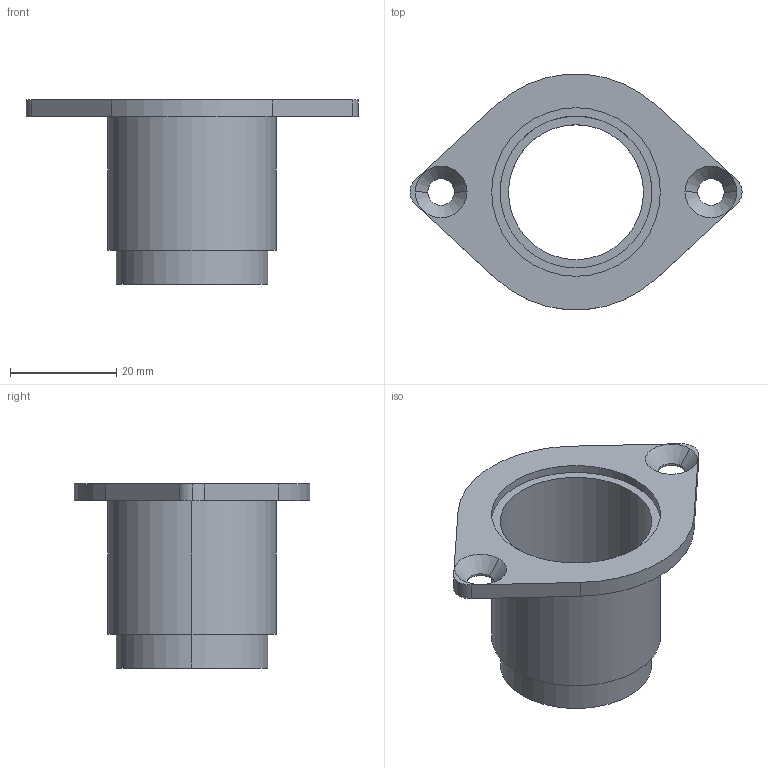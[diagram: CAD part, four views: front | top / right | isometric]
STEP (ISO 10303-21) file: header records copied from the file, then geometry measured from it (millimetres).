
FILE_DESCRIPTION (( 'STEP AP214' ), '1' );
FILE_NAME ('WCP-0595 Rev2.STEP', '2022-12-21T01:16:33', ( '' ), ( '' ), 'SwSTEP 2.0', 'SolidWorks 2020', '' );
FILE_SCHEMA (( 'AUTOMOTIVE_DESIGN' ));
Length unit declared in the file: inch
Products named in the file (1): WCP-0595 Rev2
Bounding box: 62.48 x 44.3 x 34.67 mm (x, y, z)
Volume: 8625.2 mm3; surface area: 9168.4 mm2
Topology: 1 solids, 1 shells, 33 faces, 77 edges, 50 vertices
Faces by surface type: cylinder 19, plane 10, cone 4
Entity records: 1013 total; most frequent: DIRECTION 187, CARTESIAN_POINT 161, ORIENTED_EDGE 154, EDGE_CURVE 77, AXIS2_PLACEMENT_3D 76, VERTEX_POINT 50, EDGE_LOOP 43, CIRCLE 42
